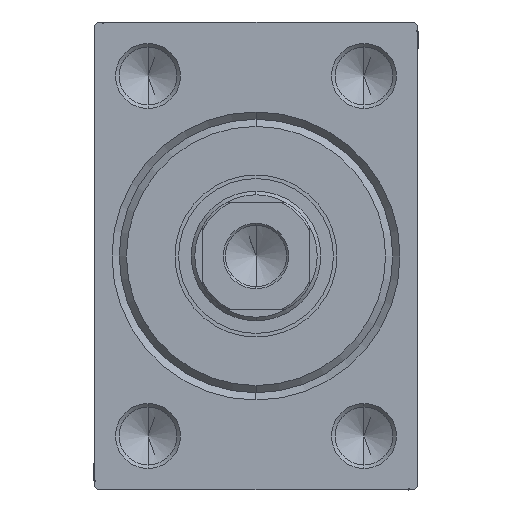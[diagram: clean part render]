
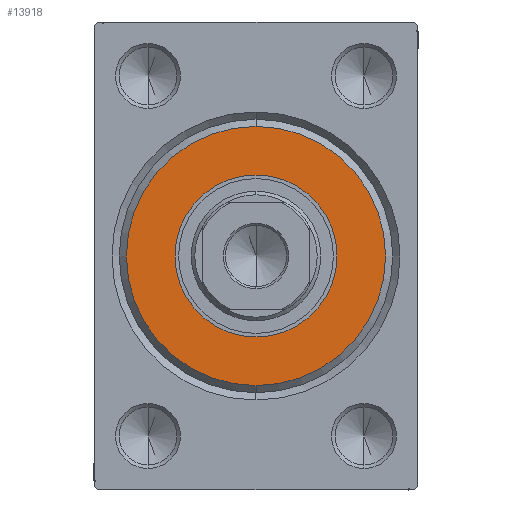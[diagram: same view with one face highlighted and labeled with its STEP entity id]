
A CAD part, left-side view. The second image highlights one B-rep face of the part: STEP entity #13918.
In plain terms, the highlighted face is planar.
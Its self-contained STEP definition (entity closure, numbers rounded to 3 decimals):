
#824 = CARTESIAN_POINT ( 'NONE',  ( 3., 0., 0. ) ) ;
#2032 = DIRECTION ( 'NONE',  ( 0., 0., -1. ) ) ;
#2616 = ORIENTED_EDGE ( 'NONE', *, *, #26920, .T. ) ;
#2799 = DIRECTION ( 'NONE',  ( 0., 0., -1. ) ) ;
#2804 = PLANE ( 'NONE',  #28263 ) ;
#3410 = VERTEX_POINT ( 'NONE', #10511 ) ;
#4653 = ORIENTED_EDGE ( 'NONE', *, *, #21257, .T. ) ;
#5465 = VERTEX_POINT ( 'NONE', #31184 ) ;
#5618 = CARTESIAN_POINT ( 'NONE',  ( 3., 0., 0. ) ) ;
#6382 = FACE_BOUND ( 'NONE', #29523, .T. ) ;
#7549 = ORIENTED_EDGE ( 'NONE', *, *, #19837, .F. ) ;
#9018 = DIRECTION ( 'NONE',  ( 0., 0., -1. ) ) ;
#9086 = CARTESIAN_POINT ( 'NONE',  ( 3., 0., 0. ) ) ;
#9307 = FACE_OUTER_BOUND ( 'NONE', #11842, .T. ) ;
#9829 = AXIS2_PLACEMENT_3D ( 'NONE', #26698, #43054, #9018 ) ;
#10511 = CARTESIAN_POINT ( 'NONE',  ( 3., 0., -11.25 ) ) ;
#11194 = CIRCLE ( 'NONE', #16905, 18. ) ;
#11842 = EDGE_LOOP ( 'NONE', ( #4653, #2616 ) ) ;
#12697 = VERTEX_POINT ( 'NONE', #38286 ) ;
#13918 = ADVANCED_FACE ( 'NONE', ( #9307, #6382 ), #2804, .T. ) ;
#14435 = VERTEX_POINT ( 'NONE', #29510 ) ;
#14501 = DIRECTION ( 'NONE',  ( 1., 0., 0. ) ) ;
#16248 = DIRECTION ( 'NONE',  ( 1., 0., 0. ) ) ;
#16905 = AXIS2_PLACEMENT_3D ( 'NONE', #824, #14501, #28146 ) ;
#17807 = AXIS2_PLACEMENT_3D ( 'NONE', #5618, #22408, #2032 ) ;
#19837 = EDGE_CURVE ( 'NONE', #3410, #14435, #26983, .T. ) ;
#20625 = CIRCLE ( 'NONE', #26341, 18. ) ;
#21257 = EDGE_CURVE ( 'NONE', #12697, #5465, #11194, .T. ) ;
#22408 = DIRECTION ( 'NONE',  ( 1., 0., 0. ) ) ;
#22522 = DIRECTION ( 'NONE',  ( 1., 0., 0. ) ) ;
#22739 = CARTESIAN_POINT ( 'NONE',  ( 3., 0., 0. ) ) ;
#26341 = AXIS2_PLACEMENT_3D ( 'NONE', #9086, #16248, #2799 ) ;
#26698 = CARTESIAN_POINT ( 'NONE',  ( 3., 0., 0. ) ) ;
#26920 = EDGE_CURVE ( 'NONE', #5465, #12697, #20625, .T. ) ;
#26983 = CIRCLE ( 'NONE', #9829, 11.25 ) ;
#28146 = DIRECTION ( 'NONE',  ( 0., 0., -1. ) ) ;
#28263 = AXIS2_PLACEMENT_3D ( 'NONE', #22739, #22522, #29452 ) ;
#29092 = EDGE_CURVE ( 'NONE', #14435, #3410, #44261, .T. ) ;
#29452 = DIRECTION ( 'NONE',  ( 0., 0., -1. ) ) ;
#29510 = CARTESIAN_POINT ( 'NONE',  ( 3., 0., 11.25 ) ) ;
#29523 = EDGE_LOOP ( 'NONE', ( #7549, #37734 ) ) ;
#31184 = CARTESIAN_POINT ( 'NONE',  ( 3., 0., -18. ) ) ;
#37734 = ORIENTED_EDGE ( 'NONE', *, *, #29092, .F. ) ;
#38286 = CARTESIAN_POINT ( 'NONE',  ( 3., 0., 18. ) ) ;
#43054 = DIRECTION ( 'NONE',  ( 1., 0., 0. ) ) ;
#44261 = CIRCLE ( 'NONE', #17807, 11.25 ) ;
